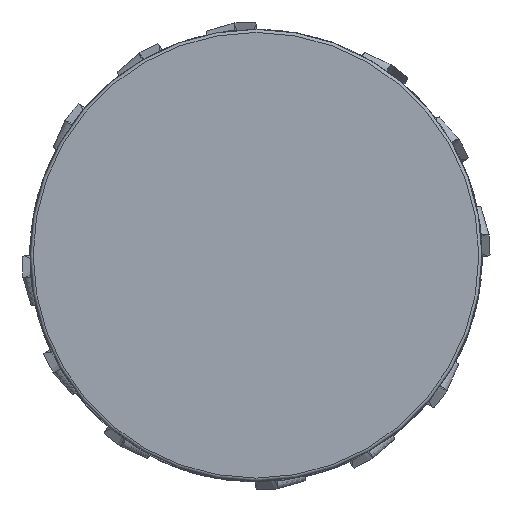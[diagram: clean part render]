
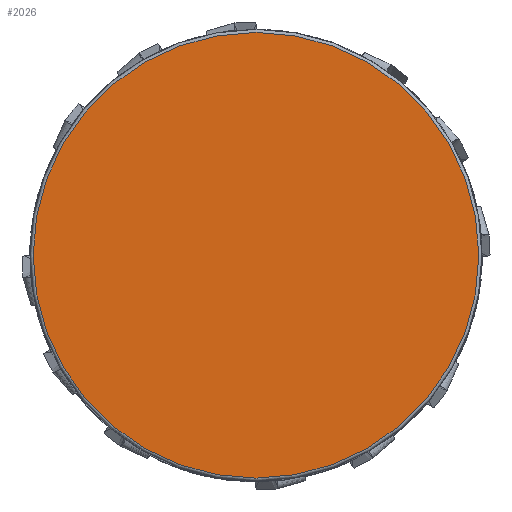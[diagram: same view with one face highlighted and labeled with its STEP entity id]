
A CAD part, top view. The second image highlights one B-rep face of the part: STEP entity #2026.
In plain terms, the highlighted planar face has unit normal (0, 0, 1).
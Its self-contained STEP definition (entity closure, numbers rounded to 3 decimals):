
#2026=ADVANCED_FACE('CLONE_TP_FACE',(#2500),#2433,.T.);
#2433=PLANE('',#7312);
#2500=FACE_OUTER_BOUND('',#2775,.T.);
#2775=EDGE_LOOP('',(#3314));
#3314=ORIENTED_EDGE('',*,*,#5975,.T.);
#5270=VERTEX_POINT('',#10238);
#5975=EDGE_CURVE('',#5270,#5270,#6953,.T.);
#6953=CIRCLE('',#7311,36.283);
#7311=AXIS2_PLACEMENT_3D('',#10237,#8190,#8191);
#7312=AXIS2_PLACEMENT_3D('',#10239,#8192,#8193);
#8190=DIRECTION('',(0.,0.,1.));
#8191=DIRECTION('',(1.,0.,0.));
#8192=DIRECTION('',(0.,0.,1.));
#8193=DIRECTION('',(1.,0.,0.));
#10237=CARTESIAN_POINT('',(0.,0.,0.));
#10238=CARTESIAN_POINT('',(36.283,0.,0.));
#10239=CARTESIAN_POINT('',(15.881,0.,0.));
